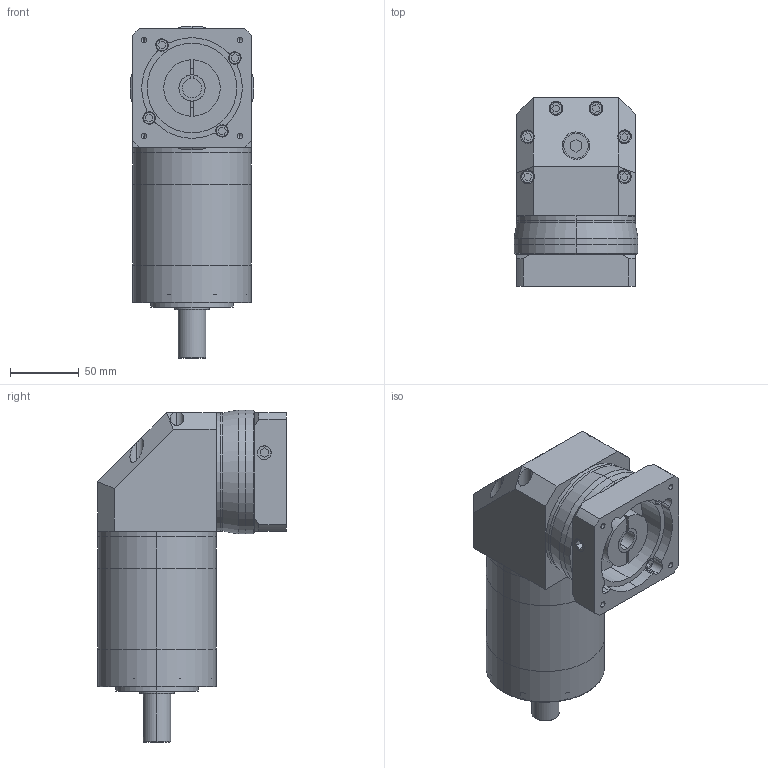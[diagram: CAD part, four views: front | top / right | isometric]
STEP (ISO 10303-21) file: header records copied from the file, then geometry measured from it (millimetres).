
FILE_DESCRIPTION (( 'STEP AP214' ), '1' );
FILE_NAME ('VGZE85三级模型（14-35 73-2 4-5.5-69.6-69.6）新.STEP', '2018-07-09T06:42:04', ( 'Windows' ), ( 'Microsoft' ), 'SwSTEP 2.0', 'SolidWorks 2016', '' );
FILE_SCHEMA (( 'AUTOMOTIVE_DESIGN' ));
Length unit declared in the file: millimetre
Products named in the file (1): VGZE85三级模型（14-35 73-2 4-5.5-69.6-69.6）新
Bounding box: 90 x 137 x 241 mm (x, y, z)
Volume: 1411732.2 mm3; surface area: 180253.6 mm2
Topology: 8 solids, 8 shells, 453 faces, 1084 edges, 692 vertices
Faces by surface type: plane 257, cylinder 162, cone 28, torus 6
Entity records: 13393 total; most frequent: CARTESIAN_POINT 2353, DIRECTION 2320, ORIENTED_EDGE 2132, EDGE_CURVE 1066, AXIS2_PLACEMENT_3D 829, VERTEX_POINT 692, VECTOR 662, LINE 662
